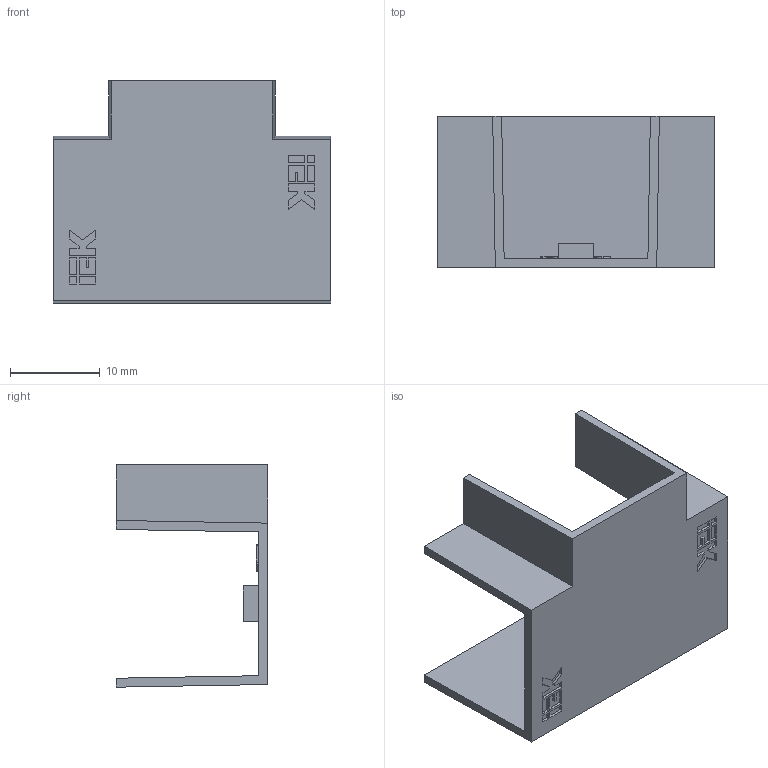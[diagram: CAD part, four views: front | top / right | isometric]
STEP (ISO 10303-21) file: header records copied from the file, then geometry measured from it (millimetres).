
FILE_DESCRIPTION (( 'STEP AP214' ), '1' );
FILE_NAME ('ÊÌÒ 16õ16 (3 î÷åðåäü)_èçì.1.STEP', '2016-06-24T12:02:40', ( '' ), ( '' ), 'SwSTEP 2.0', 'SolidWorks 2014', '' );
FILE_SCHEMA (( 'AUTOMOTIVE_DESIGN' ));
Length unit declared in the file: millimetre
Products named in the file (1): ÊÌÒ 16õ16 (3 î÷åðåäü)_èçì.1
Bounding box: 31 x 16.9 x 24.8 mm (x, y, z)
Volume: 1612.9 mm3; surface area: 3510.5 mm2
Topology: 1 solids, 1 shells, 281 faces, 768 edges, 512 vertices
Faces by surface type: plane 188, bspline 90, cylinder 3
Entity records: 11106 total; most frequent: CARTESIAN_POINT 4556, ORIENTED_EDGE 1536, DIRECTION 978, EDGE_CURVE 768, VECTOR 582, LINE 582, VERTEX_POINT 512, EDGE_LOOP 304
